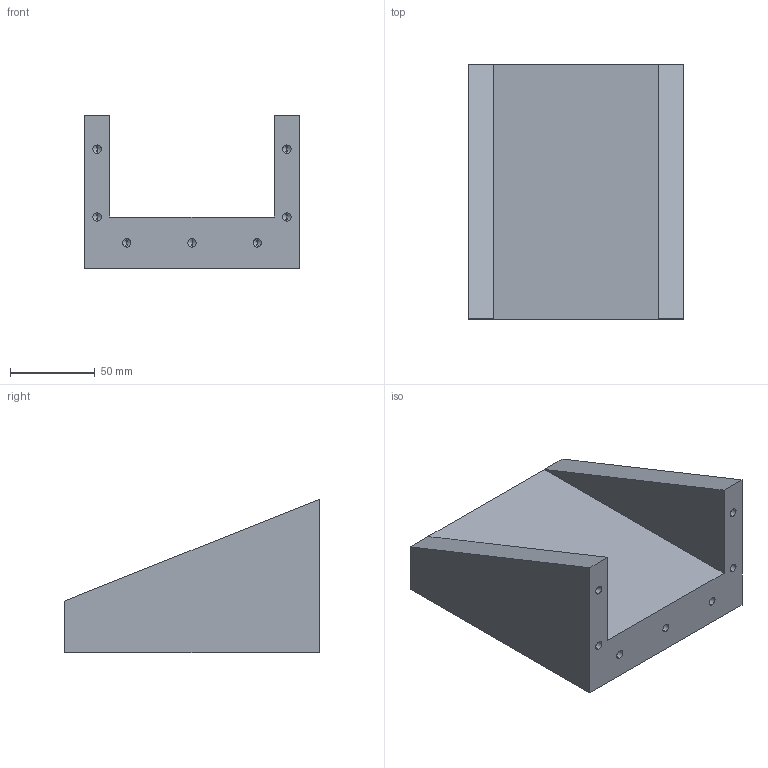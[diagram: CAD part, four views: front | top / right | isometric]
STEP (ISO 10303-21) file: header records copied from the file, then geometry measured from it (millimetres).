
FILE_DESCRIPTION (( 'STEP AP214' ), '1' );
FILE_NAME ('LID2021012.STEP', '2021-12-13T11:30:50', ( '' ), ( '' ), 'SwSTEP 2.0', 'SolidWorks 2021', '' );
FILE_SCHEMA (( 'AUTOMOTIVE_DESIGN' ));
Length unit declared in the file: millimetre
Products named in the file (1): LID2021012
Bounding box: 127 x 150 x 90.5 mm (x, y, z)
Volume: 711668.8 mm3; surface area: 78485.4 mm2
Topology: 1 solids, 1 shells, 66 faces, 162 edges, 84 vertices
Faces by surface type: cylinder 28, cone 28, plane 10
Entity records: 2068 total; most frequent: DIRECTION 324, CARTESIAN_POINT 285, ORIENTED_EDGE 268, EDGE_CURVE 134, AXIS2_PLACEMENT_3D 123, VERTEX_POINT 84, EDGE_LOOP 80, VECTOR 78
